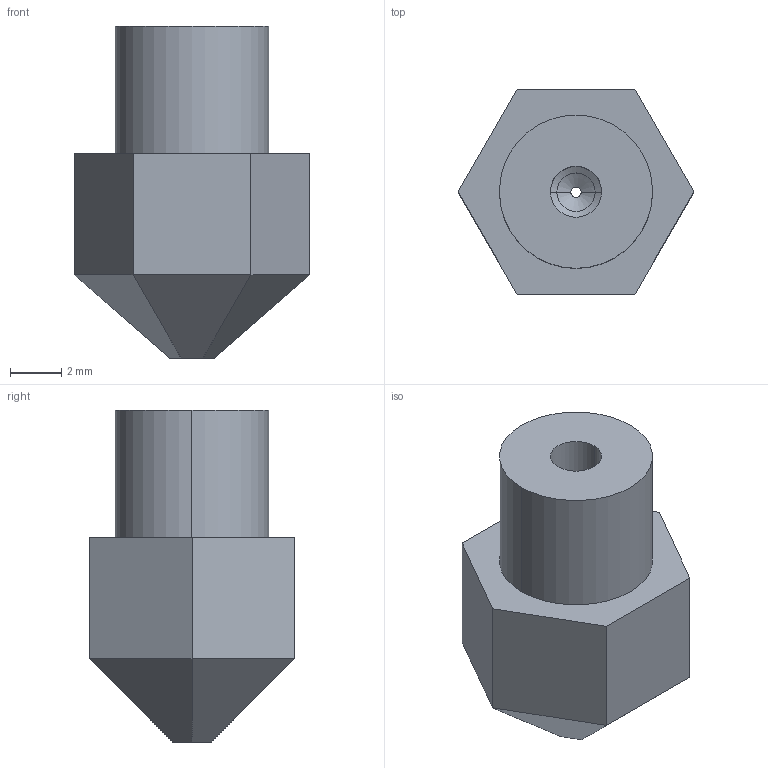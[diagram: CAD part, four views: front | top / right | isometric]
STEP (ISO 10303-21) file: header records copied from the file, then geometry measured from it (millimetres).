
FILE_DESCRIPTION (( 'STEP AP214' ), '1' );
FILE_NAME ('buse-MK10-175.STEP', '2015-08-25T17:50:21', ( '' ), ( '' ), 'SwSTEP 2.0', 'SolidWorks 2015', '' );
FILE_SCHEMA (( 'AUTOMOTIVE_DESIGN' ));
Length unit declared in the file: millimetre
Products named in the file (2): buse-MK10-175
Bounding box: 9.24 x 8 x 13 mm (x, y, z)
Volume: 441.7 mm3; surface area: 432.8 mm2
Topology: 1 solids, 1 shells, 27 faces, 58 edges, 34 vertices
Faces by surface type: plane 15, cylinder 8, cone 4
Entity records: 791 total; most frequent: DIRECTION 132, CARTESIAN_POINT 121, ORIENTED_EDGE 116, EDGE_CURVE 58, AXIS2_PLACEMENT_3D 45, VECTOR 42, LINE 42, VERTEX_POINT 34
